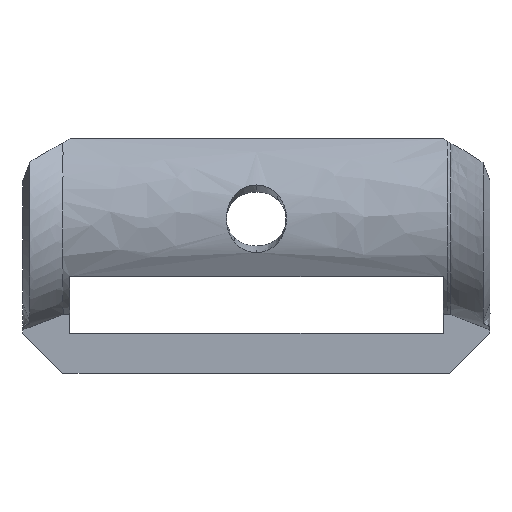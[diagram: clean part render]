
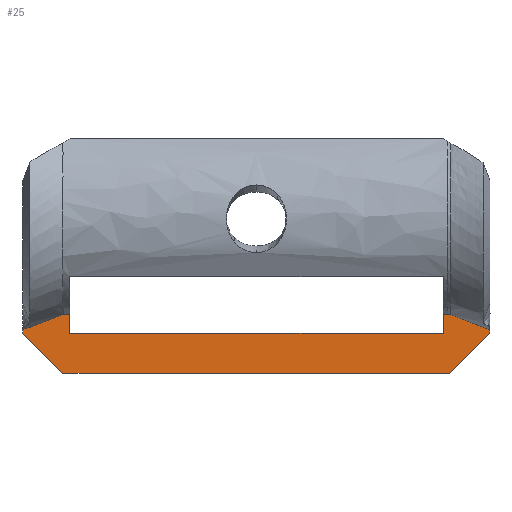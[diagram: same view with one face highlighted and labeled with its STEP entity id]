
A CAD part, front view. The second image highlights one B-rep face of the part: STEP entity #25.
In plain terms, the highlighted planar face has unit normal (0, -1, 0).
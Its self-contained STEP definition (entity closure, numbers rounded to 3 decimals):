
#25=ADVANCED_FACE('',(#68),#705,.T.);
#68=FACE_OUTER_BOUND('',#112,.T.);
#112=EDGE_LOOP('',(#196,#197,#198,#199,#200,#201,#202,#203,#204,#205,#206,
#207,#208));
#196=ORIENTED_EDGE('',*,*,#419,.T.);
#197=ORIENTED_EDGE('',*,*,#420,.T.);
#198=ORIENTED_EDGE('',*,*,#453,.T.);
#199=ORIENTED_EDGE('',*,*,#421,.T.);
#200=ORIENTED_EDGE('',*,*,#458,.T.);
#201=ORIENTED_EDGE('',*,*,#422,.T.);
#202=ORIENTED_EDGE('',*,*,#423,.T.);
#203=ORIENTED_EDGE('',*,*,#424,.T.);
#204=ORIENTED_EDGE('',*,*,#425,.T.);
#205=ORIENTED_EDGE('',*,*,#426,.T.);
#206=ORIENTED_EDGE('',*,*,#415,.F.);
#207=ORIENTED_EDGE('',*,*,#427,.T.);
#208=ORIENTED_EDGE('',*,*,#428,.T.);
#415=EDGE_CURVE('',#659,#660,#547,.T.);
#419=EDGE_CURVE('',#663,#664,#551,.T.);
#420=EDGE_CURVE('',#664,#665,#552,.T.);
#421=EDGE_CURVE('',#666,#667,#553,.T.);
#422=EDGE_CURVE('',#668,#669,#554,.T.);
#423=EDGE_CURVE('',#669,#670,#555,.T.);
#424=EDGE_CURVE('',#670,#671,#556,.T.);
#425=EDGE_CURVE('',#671,#672,#557,.T.);
#426=EDGE_CURVE('',#672,#660,#558,.T.);
#427=EDGE_CURVE('',#659,#673,#559,.T.);
#428=EDGE_CURVE('',#673,#663,#560,.T.);
#453=EDGE_CURVE('',#665,#666,#583,.T.);
#458=EDGE_CURVE('',#667,#668,#588,.T.);
#547=B_SPLINE_CURVE_WITH_KNOTS('',1,(#4431,#4432),.UNSPECIFIED.,.F.,.F.,
(2,2),(0.,28.),.UNSPECIFIED.);
#551=B_SPLINE_CURVE_WITH_KNOTS('',3,(#4439,#4440,#4441,#4442,#4443,#4444),
 .UNSPECIFIED.,.F.,.F.,(4,1,1,4),(0.,0.333,0.667,1.),
 .UNSPECIFIED.);
#552=B_SPLINE_CURVE_WITH_KNOTS('',1,(#4445,#4446),.UNSPECIFIED.,.F.,.F.,
(2,2),(0.,0.263),.UNSPECIFIED.);
#553=B_SPLINE_CURVE_WITH_KNOTS('',1,(#4447,#4448),.UNSPECIFIED.,.F.,.F.,
(2,2),(0.,29.),.UNSPECIFIED.);
#554=B_SPLINE_CURVE_WITH_KNOTS('',1,(#4449,#4450),.UNSPECIFIED.,.F.,.F.,
(2,2),(0.,0.263),.UNSPECIFIED.);
#555=B_SPLINE_CURVE_WITH_KNOTS('',3,(#4451,#4452,#4453,#4454,#4455,#4456),
 .UNSPECIFIED.,.F.,.F.,(4,1,1,4),(-1.,-0.667,-0.333,
0.),.UNSPECIFIED.);
#556=B_SPLINE_CURVE_WITH_KNOTS('',3,(#4457,#4458,#4459,#4460,#4461,#4462,
#4463),.UNSPECIFIED.,.F.,.F.,(4,1,1,1,4),(0.,0.25,0.5,0.75,1.),
 .UNSPECIFIED.);
#557=B_SPLINE_CURVE_WITH_KNOTS('',1,(#4464,#4465),.UNSPECIFIED.,.F.,.F.,
(2,2),(-0.31,0.),.UNSPECIFIED.);
#558=B_SPLINE_CURVE_WITH_KNOTS('',1,(#4466,#4467),.UNSPECIFIED.,.F.,.F.,
(2,2),(-1.429,0.),.UNSPECIFIED.);
#559=B_SPLINE_CURVE_WITH_KNOTS('',1,(#4468,#4469),.UNSPECIFIED.,.F.,.F.,
(2,2),(-1.429,0.),.UNSPECIFIED.);
#560=B_SPLINE_CURVE_WITH_KNOTS('',1,(#4470,#4471),.UNSPECIFIED.,.F.,.F.,
(2,2),(-0.469,0.),.UNSPECIFIED.);
#583=B_SPLINE_CURVE_WITH_KNOTS('',1,(#4650,#4651),.UNSPECIFIED.,.F.,.F.,
(2,2),(0.,4.243),.UNSPECIFIED.);
#588=B_SPLINE_CURVE_WITH_KNOTS('',1,(#4660,#4661),.UNSPECIFIED.,.F.,.F.,
(2,2),(0.,4.243),.UNSPECIFIED.);
#659=VERTEX_POINT('',#4137);
#660=VERTEX_POINT('',#4138);
#663=VERTEX_POINT('',#4141);
#664=VERTEX_POINT('',#4142);
#665=VERTEX_POINT('',#4143);
#666=VERTEX_POINT('',#4144);
#667=VERTEX_POINT('',#4145);
#668=VERTEX_POINT('',#4146);
#669=VERTEX_POINT('',#4147);
#670=VERTEX_POINT('',#4148);
#671=VERTEX_POINT('',#4149);
#672=VERTEX_POINT('',#4150);
#673=VERTEX_POINT('',#4151);
#705=PLANE('',#836);
#836=AXIS2_PLACEMENT_3D('',#1554,#852,$);
#852=DIRECTION('',(0.,-1.,0.));
#1554=CARTESIAN_POINT('',(-21.048,-1.5,4.922));
#4137=CARTESIAN_POINT('',(-14.,-1.5,3.));
#4138=CARTESIAN_POINT('',(14.,-1.5,3.));
#4141=CARTESIAN_POINT('',(-14.469,-1.5,4.429));
#4142=CARTESIAN_POINT('',(-17.5,-1.5,3.263));
#4143=CARTESIAN_POINT('',(-17.5,-1.5,3.));
#4144=CARTESIAN_POINT('',(-14.5,-1.5,0.));
#4145=CARTESIAN_POINT('',(14.5,-1.5,0.));
#4146=CARTESIAN_POINT('',(17.5,-1.5,3.));
#4147=CARTESIAN_POINT('',(17.5,-1.5,3.263));
#4148=CARTESIAN_POINT('',(14.581,-1.5,4.386));
#4149=CARTESIAN_POINT('',(14.31,-1.5,4.43));
#4150=CARTESIAN_POINT('',(14.,-1.5,4.429));
#4151=CARTESIAN_POINT('',(-14.,-1.5,4.429));
#4431=CARTESIAN_POINT('',(-14.,-1.5,3.));
#4432=CARTESIAN_POINT('',(14.,-1.5,3.));
#4439=CARTESIAN_POINT('',(-14.469,-1.5,4.429));
#4440=CARTESIAN_POINT('',(-14.77,-1.5,4.313));
#4441=CARTESIAN_POINT('',(-15.395,-1.5,4.068));
#4442=CARTESIAN_POINT('',(-16.397,-1.5,3.679));
#4443=CARTESIAN_POINT('',(-17.123,-1.5,3.404));
#4444=CARTESIAN_POINT('',(-17.5,-1.5,3.263));
#4445=CARTESIAN_POINT('',(-17.5,-1.5,3.263));
#4446=CARTESIAN_POINT('',(-17.5,-1.5,3.));
#4447=CARTESIAN_POINT('',(-14.5,-1.5,0.));
#4448=CARTESIAN_POINT('',(14.5,-1.5,0.));
#4449=CARTESIAN_POINT('',(17.5,-1.5,3.));
#4450=CARTESIAN_POINT('',(17.5,-1.5,3.263));
#4451=CARTESIAN_POINT('',(17.5,-1.5,3.263));
#4452=CARTESIAN_POINT('',(17.139,-1.5,3.398));
#4453=CARTESIAN_POINT('',(16.442,-1.5,3.662));
#4454=CARTESIAN_POINT('',(15.476,-1.5,4.037));
#4455=CARTESIAN_POINT('',(14.872,-1.5,4.273));
#4456=CARTESIAN_POINT('',(14.581,-1.5,4.386));
#4457=CARTESIAN_POINT('',(14.581,-1.5,4.386));
#4458=CARTESIAN_POINT('',(14.556,-1.5,4.396));
#4459=CARTESIAN_POINT('',(14.506,-1.5,4.412));
#4460=CARTESIAN_POINT('',(14.436,-1.5,4.425));
#4461=CARTESIAN_POINT('',(14.37,-1.5,4.43));
#4462=CARTESIAN_POINT('',(14.33,-1.5,4.429));
#4463=CARTESIAN_POINT('',(14.31,-1.5,4.43));
#4464=CARTESIAN_POINT('',(14.31,-1.5,4.43));
#4465=CARTESIAN_POINT('',(14.,-1.5,4.429));
#4466=CARTESIAN_POINT('',(14.,-1.5,4.429));
#4467=CARTESIAN_POINT('',(14.,-1.5,3.));
#4468=CARTESIAN_POINT('',(-14.,-1.5,3.));
#4469=CARTESIAN_POINT('',(-14.,-1.5,4.429));
#4470=CARTESIAN_POINT('',(-14.,-1.5,4.429));
#4471=CARTESIAN_POINT('',(-14.469,-1.5,4.429));
#4650=CARTESIAN_POINT('',(-17.5,-1.5,3.));
#4651=CARTESIAN_POINT('',(-14.5,-1.5,0.));
#4660=CARTESIAN_POINT('',(14.5,-1.5,0.));
#4661=CARTESIAN_POINT('',(17.5,-1.5,3.));
